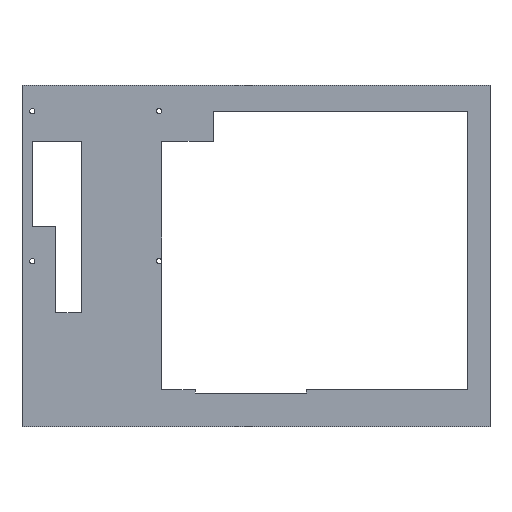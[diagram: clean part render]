
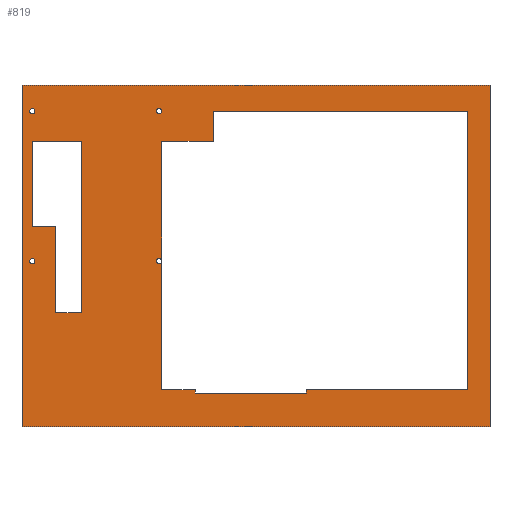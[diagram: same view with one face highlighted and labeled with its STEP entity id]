
A CAD part, top view. The second image highlights one B-rep face of the part: STEP entity #819.
In plain terms, the highlighted planar face has unit normal (0, 0, 1).
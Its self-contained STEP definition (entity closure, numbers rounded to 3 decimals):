
#23=FACE_BOUND('',#146,.T.);
#24=FACE_BOUND('',#147,.T.);
#25=FACE_BOUND('',#148,.T.);
#26=FACE_BOUND('',#149,.T.);
#27=FACE_BOUND('',#150,.T.);
#60=PLANE('',#894);
#98=FACE_OUTER_BOUND('',#145,.T.);
#145=EDGE_LOOP('',(#661,#662,#663,#664));
#146=EDGE_LOOP('',(#665,#666,#667,#668,#669,#670));
#147=EDGE_LOOP('',(#671));
#148=EDGE_LOOP('',(#672));
#149=EDGE_LOOP('',(#673));
#150=EDGE_LOOP('',(#674,#675,#676,#677,#678,#679,#680,#681,#682,#683,#684,
#685,#686));
#182=CIRCLE('',#859,1.);
#185=CIRCLE('',#864,1.);
#186=CIRCLE('',#876,1.);
#188=CIRCLE('',#879,1.);
#190=CIRCLE('',#882,1.);
#214=LINE('',#1183,#297);
#217=LINE('',#1192,#300);
#220=LINE('',#1198,#303);
#223=LINE('',#1204,#306);
#226=LINE('',#1210,#309);
#229=LINE('',#1216,#312);
#232=LINE('',#1222,#315);
#235=LINE('',#1228,#318);
#238=LINE('',#1234,#321);
#241=LINE('',#1240,#324);
#244=LINE('',#1244,#327);
#250=LINE('',#1270,#333);
#253=LINE('',#1276,#336);
#256=LINE('',#1282,#339);
#259=LINE('',#1288,#342);
#262=LINE('',#1294,#345);
#265=LINE('',#1298,#348);
#268=LINE('',#1306,#351);
#271=LINE('',#1312,#354);
#274=LINE('',#1318,#357);
#277=LINE('',#1322,#360);
#297=VECTOR('',#947,10.);
#300=VECTOR('',#958,10.);
#303=VECTOR('',#963,10.);
#306=VECTOR('',#968,10.);
#309=VECTOR('',#973,10.);
#312=VECTOR('',#978,10.);
#315=VECTOR('',#983,10.);
#318=VECTOR('',#988,10.);
#321=VECTOR('',#993,10.);
#324=VECTOR('',#998,10.);
#327=VECTOR('',#1003,10.);
#333=VECTOR('',#1029,10.);
#336=VECTOR('',#1034,10.);
#339=VECTOR('',#1039,10.);
#342=VECTOR('',#1044,10.);
#345=VECTOR('',#1049,10.);
#348=VECTOR('',#1054,10.);
#351=VECTOR('',#1059,10.);
#354=VECTOR('',#1064,10.);
#357=VECTOR('',#1069,10.);
#360=VECTOR('',#1074,10.);
#376=VERTEX_POINT('',#1170);
#378=VERTEX_POINT('',#1173);
#381=VERTEX_POINT('',#1181);
#383=VERTEX_POINT('',#1191);
#385=VERTEX_POINT('',#1197);
#387=VERTEX_POINT('',#1203);
#389=VERTEX_POINT('',#1209);
#391=VERTEX_POINT('',#1215);
#393=VERTEX_POINT('',#1221);
#395=VERTEX_POINT('',#1227);
#397=VERTEX_POINT('',#1233);
#399=VERTEX_POINT('',#1239);
#400=VERTEX_POINT('',#1246);
#402=VERTEX_POINT('',#1252);
#404=VERTEX_POINT('',#1258);
#408=VERTEX_POINT('',#1267);
#409=VERTEX_POINT('',#1269);
#411=VERTEX_POINT('',#1275);
#413=VERTEX_POINT('',#1281);
#415=VERTEX_POINT('',#1287);
#417=VERTEX_POINT('',#1293);
#420=VERTEX_POINT('',#1303);
#421=VERTEX_POINT('',#1305);
#423=VERTEX_POINT('',#1311);
#425=VERTEX_POINT('',#1317);
#447=EDGE_CURVE('',#378,#376,#182,.T.);
#452=EDGE_CURVE('',#378,#381,#214,.T.);
#455=EDGE_CURVE('',#376,#378,#185,.T.);
#457=EDGE_CURVE('',#383,#378,#217,.T.);
#460=EDGE_CURVE('',#385,#383,#220,.T.);
#463=EDGE_CURVE('',#387,#385,#223,.T.);
#466=EDGE_CURVE('',#389,#387,#226,.T.);
#469=EDGE_CURVE('',#391,#389,#229,.T.);
#472=EDGE_CURVE('',#393,#391,#232,.T.);
#475=EDGE_CURVE('',#395,#393,#235,.T.);
#478=EDGE_CURVE('',#397,#395,#238,.T.);
#481=EDGE_CURVE('',#399,#397,#241,.T.);
#484=EDGE_CURVE('',#381,#399,#244,.T.);
#485=EDGE_CURVE('',#400,#400,#186,.T.);
#488=EDGE_CURVE('',#402,#402,#188,.T.);
#491=EDGE_CURVE('',#404,#404,#190,.T.);
#496=EDGE_CURVE('',#409,#408,#250,.T.);
#499=EDGE_CURVE('',#411,#409,#253,.T.);
#502=EDGE_CURVE('',#413,#411,#256,.T.);
#505=EDGE_CURVE('',#415,#413,#259,.T.);
#508=EDGE_CURVE('',#417,#415,#262,.T.);
#511=EDGE_CURVE('',#408,#417,#265,.T.);
#514=EDGE_CURVE('',#421,#420,#268,.T.);
#517=EDGE_CURVE('',#423,#421,#271,.T.);
#520=EDGE_CURVE('',#425,#423,#274,.T.);
#523=EDGE_CURVE('',#420,#425,#277,.T.);
#661=ORIENTED_EDGE('',*,*,#523,.T.);
#662=ORIENTED_EDGE('',*,*,#520,.T.);
#663=ORIENTED_EDGE('',*,*,#517,.T.);
#664=ORIENTED_EDGE('',*,*,#514,.T.);
#665=ORIENTED_EDGE('',*,*,#511,.T.);
#666=ORIENTED_EDGE('',*,*,#508,.T.);
#667=ORIENTED_EDGE('',*,*,#505,.T.);
#668=ORIENTED_EDGE('',*,*,#502,.T.);
#669=ORIENTED_EDGE('',*,*,#499,.T.);
#670=ORIENTED_EDGE('',*,*,#496,.T.);
#671=ORIENTED_EDGE('',*,*,#491,.T.);
#672=ORIENTED_EDGE('',*,*,#488,.T.);
#673=ORIENTED_EDGE('',*,*,#485,.T.);
#674=ORIENTED_EDGE('',*,*,#484,.T.);
#675=ORIENTED_EDGE('',*,*,#481,.T.);
#676=ORIENTED_EDGE('',*,*,#478,.T.);
#677=ORIENTED_EDGE('',*,*,#475,.T.);
#678=ORIENTED_EDGE('',*,*,#472,.T.);
#679=ORIENTED_EDGE('',*,*,#469,.T.);
#680=ORIENTED_EDGE('',*,*,#466,.T.);
#681=ORIENTED_EDGE('',*,*,#463,.T.);
#682=ORIENTED_EDGE('',*,*,#460,.T.);
#683=ORIENTED_EDGE('',*,*,#457,.T.);
#684=ORIENTED_EDGE('',*,*,#447,.T.);
#685=ORIENTED_EDGE('',*,*,#455,.T.);
#686=ORIENTED_EDGE('',*,*,#452,.T.);
#819=ADVANCED_FACE('',(#98,#23,#24,#25,#26,#27),#60,.T.);
#859=AXIS2_PLACEMENT_3D('',#1174,#938,#939);
#864=AXIS2_PLACEMENT_3D('',#1187,#953,#954);
#876=AXIS2_PLACEMENT_3D('',#1247,#1006,#1007);
#879=AXIS2_PLACEMENT_3D('',#1253,#1013,#1014);
#882=AXIS2_PLACEMENT_3D('',#1259,#1020,#1021);
#894=AXIS2_PLACEMENT_3D('',#1323,#1075,#1076);
#938=DIRECTION('center_axis',(0.,0.,-1.));
#939=DIRECTION('ref_axis',(1.,0.,0.));
#947=DIRECTION('',(0.,1.,0.));
#953=DIRECTION('center_axis',(0.,0.,-1.));
#954=DIRECTION('ref_axis',(1.,0.,0.));
#958=DIRECTION('',(0.,1.,0.));
#963=DIRECTION('',(-1.,0.,0.));
#968=DIRECTION('',(0.,1.,0.));
#973=DIRECTION('',(-1.,0.,0.));
#978=DIRECTION('',(0.,-1.,0.));
#983=DIRECTION('',(-1.,0.,0.));
#988=DIRECTION('',(0.,-1.,0.));
#993=DIRECTION('',(1.,0.,0.));
#998=DIRECTION('',(0.,1.,0.));
#1003=DIRECTION('',(1.,0.,0.));
#1006=DIRECTION('center_axis',(0.,0.,-1.));
#1007=DIRECTION('ref_axis',(1.,0.,0.));
#1013=DIRECTION('center_axis',(0.,0.,-1.));
#1014=DIRECTION('ref_axis',(1.,0.,0.));
#1020=DIRECTION('center_axis',(0.,0.,-1.));
#1021=DIRECTION('ref_axis',(1.,0.,0.));
#1029=DIRECTION('',(0.,1.,0.));
#1034=DIRECTION('',(-1.,0.,0.));
#1039=DIRECTION('',(0.,1.,0.));
#1044=DIRECTION('',(-1.,0.,0.));
#1049=DIRECTION('',(0.,-1.,0.));
#1054=DIRECTION('',(1.,0.,0.));
#1059=DIRECTION('',(1.,0.,0.));
#1064=DIRECTION('',(0.,-1.,0.));
#1069=DIRECTION('',(-1.,0.,0.));
#1074=DIRECTION('',(0.,1.,0.));
#1075=DIRECTION('center_axis',(0.,0.,1.));
#1076=DIRECTION('ref_axis',(1.,0.,0.));
#1170=CARTESIAN_POINT('',(-24.383,16.932,2.));
#1173=CARTESIAN_POINT('',(-22.383,16.932,2.));
#1174=CARTESIAN_POINT('Origin',(-23.383,16.932,2.));
#1181=CARTESIAN_POINT('',(-22.383,63.28,2.));
#1183=CARTESIAN_POINT('',(-22.383,63.28,2.));
#1187=CARTESIAN_POINT('Origin',(-23.383,16.932,2.));
#1191=CARTESIAN_POINT('',(-22.383,-32.826,2.));
#1192=CARTESIAN_POINT('',(-22.383,34.499,2.));
#1197=CARTESIAN_POINT('',(-9.383,-32.826,2.));
#1198=CARTESIAN_POINT('',(-22.383,-32.826,2.));
#1203=CARTESIAN_POINT('',(-9.383,-34.068,2.));
#1204=CARTESIAN_POINT('',(-9.383,-32.826,2.));
#1209=CARTESIAN_POINT('',(33.617,-34.068,2.));
#1210=CARTESIAN_POINT('',(-9.383,-34.068,2.));
#1215=CARTESIAN_POINT('',(33.617,-32.826,2.));
#1216=CARTESIAN_POINT('',(33.617,-34.068,2.));
#1221=CARTESIAN_POINT('',(96.025,-32.826,2.));
#1222=CARTESIAN_POINT('',(33.617,-32.826,2.));
#1227=CARTESIAN_POINT('',(96.025,74.98,2.));
#1228=CARTESIAN_POINT('',(96.025,-32.826,2.));
#1233=CARTESIAN_POINT('',(-2.383,74.98,2.));
#1234=CARTESIAN_POINT('',(96.025,74.98,2.));
#1239=CARTESIAN_POINT('',(-2.383,63.28,2.));
#1240=CARTESIAN_POINT('',(-2.383,74.98,2.));
#1244=CARTESIAN_POINT('',(-2.383,63.28,2.));
#1246=CARTESIAN_POINT('',(-73.383,16.932,2.));
#1247=CARTESIAN_POINT('Origin',(-72.383,16.932,2.));
#1252=CARTESIAN_POINT('',(-24.383,74.932,2.));
#1253=CARTESIAN_POINT('Origin',(-23.383,74.932,2.));
#1258=CARTESIAN_POINT('',(-73.383,74.932,2.));
#1259=CARTESIAN_POINT('Origin',(-72.383,74.932,2.));
#1267=CARTESIAN_POINT('',(-72.383,63.28,2.));
#1269=CARTESIAN_POINT('',(-72.383,30.492,2.));
#1270=CARTESIAN_POINT('',(-72.383,63.28,2.));
#1275=CARTESIAN_POINT('',(-63.383,30.492,2.));
#1276=CARTESIAN_POINT('',(-72.383,30.492,2.));
#1281=CARTESIAN_POINT('',(-63.383,-3.068,2.));
#1282=CARTESIAN_POINT('',(-63.383,30.492,2.));
#1287=CARTESIAN_POINT('',(-53.383,-3.068,2.));
#1288=CARTESIAN_POINT('',(-63.383,-3.068,2.));
#1293=CARTESIAN_POINT('',(-53.383,63.28,2.));
#1294=CARTESIAN_POINT('',(-53.383,-3.068,2.));
#1298=CARTESIAN_POINT('',(-53.383,63.28,2.));
#1303=CARTESIAN_POINT('',(104.617,-47.068,2.));
#1305=CARTESIAN_POINT('',(-76.383,-47.068,2.));
#1306=CARTESIAN_POINT('',(-76.383,-47.068,2.));
#1311=CARTESIAN_POINT('',(-76.383,84.932,2.));
#1312=CARTESIAN_POINT('',(-76.383,84.932,2.));
#1317=CARTESIAN_POINT('',(104.617,84.932,2.));
#1318=CARTESIAN_POINT('',(104.617,84.932,2.));
#1322=CARTESIAN_POINT('',(104.617,-47.068,2.));
#1323=CARTESIAN_POINT('Origin',(14.117,18.932,2.));
